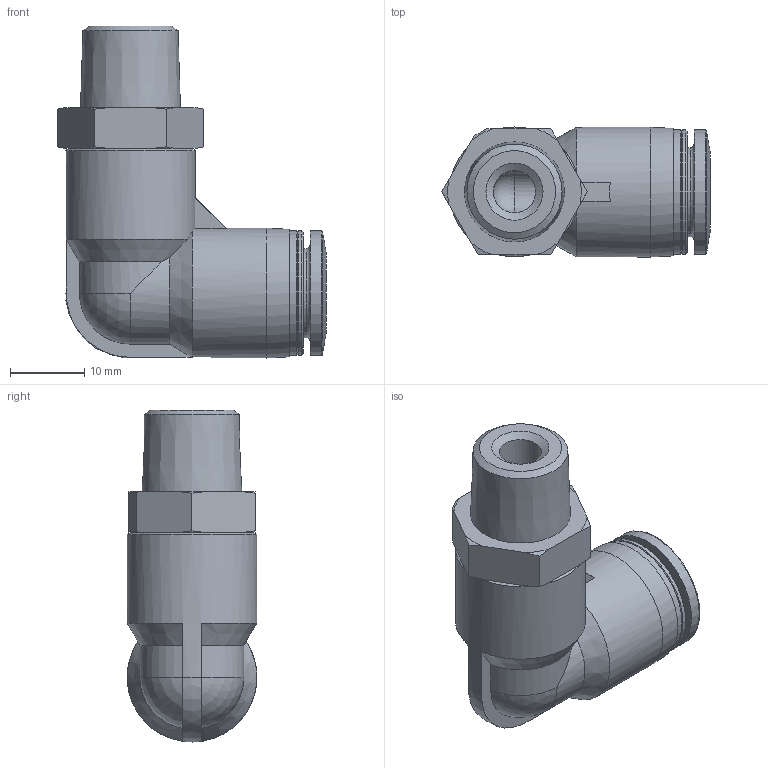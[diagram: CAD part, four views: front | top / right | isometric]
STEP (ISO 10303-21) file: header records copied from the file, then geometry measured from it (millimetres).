
FILE_DESCRIPTION(/* description */ ('STEP AP214'),/* implementation_level */ '2;1');
FILE_NAME(/* name */ '133057_NPQP-L-R14-Q10-FD-P10',/* time_stamp */ '2024-09-13T07:35:49+02:00',/* author */ ('License CC BY-ND 4.0'),/* organization */ ('CADENAS'),/* preprocessor_version */ 'ST-DEVELOPER v19.3',/* originating_system */ 'PARTsolutions',/* authorisation */ ' ');
FILE_SCHEMA (('AUTOMOTIVE_DESIGN {1 0 10303 214 3 1 1}'));
Length unit declared in the file: millimetre
Products named in the file (1): 133057 NPQP-L-R14-Q10-FD-P10
Bounding box: 36.22 x 17.5 x 44.75 mm (x, y, z)
Volume: 9865.8 mm3; surface area: 5195.1 mm2
Topology: 1 solids, 1 shells, 64 faces, 160 edges, 102 vertices
Faces by surface type: cone 25, plane 19, cylinder 13, sphere 4, torus 3
Full cylindrical faces by diameter (mm): 5.7 x2, 10 x1, 12 x1, 16.8 x3, 17.5 x2
Entity records: 1831 total; most frequent: CARTESIAN_POINT 403, DIRECTION 291, ORIENTED_EDGE 266, EDGE_CURVE 133, AXIS2_PLACEMENT_3D 129, VERTEX_POINT 97, EDGE_LOOP 92, FACE_BOUND 92
